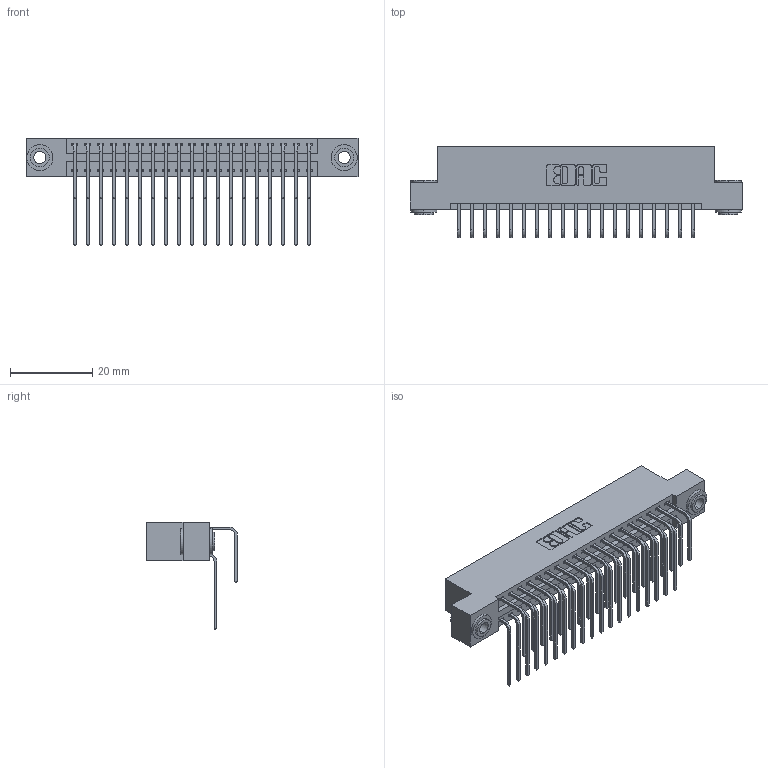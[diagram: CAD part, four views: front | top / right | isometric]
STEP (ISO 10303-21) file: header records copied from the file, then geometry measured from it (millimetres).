
FILE_DESCRIPTION (( 'STEP AP203' ), '1' );
FILE_NAME ('396-038-558-203.STEP', '2019-11-03T07:13:25', ( '' ), ( '' ), 'SwSTEP 2.0', 'SolidWorks 2016', '' );
FILE_SCHEMA (( 'CONFIG_CONTROL_DESIGN' ));
Length unit declared in the file: inch
Products named in the file (5): 346 Part_Flush Mounting Lugs - 0.156 Dia-TH; 396-038-558-203; 345-292-001_558 Tail - 2; 345-292-001_558 559 Tail - 1; 345-250-002_345-250-002-102
Assembly tree (41 placements, depth 2):
  396-038-558-203
    346 Part_Flush Mounting Lugs - 0.156 Dia-TH
    345-292-001_558 559 Tail - 1  x19
    345-292-001_558 Tail - 2  x19
    345-250-002_345-250-002-102  x2
Bounding box: 80.9 x 22.16 x 26.16 mm (x, y, z)
Volume: 7948.6 mm3; surface area: 11830.2 mm2
Topology: 41 solids, 41 shells, 2212 faces, 6523 edges, 4294 vertices
Faces by surface type: plane 1492, cylinder 712, cone 8
Entity records: 17930 total; most frequent: CARTESIAN_POINT 3014, ORIENTED_EDGE 2890, DIRECTION 2711, EDGE_CURVE 1445, LINE 1173, VECTOR 1173, VERTEX_POINT 958, AXIS2_PLACEMENT_3D 769
